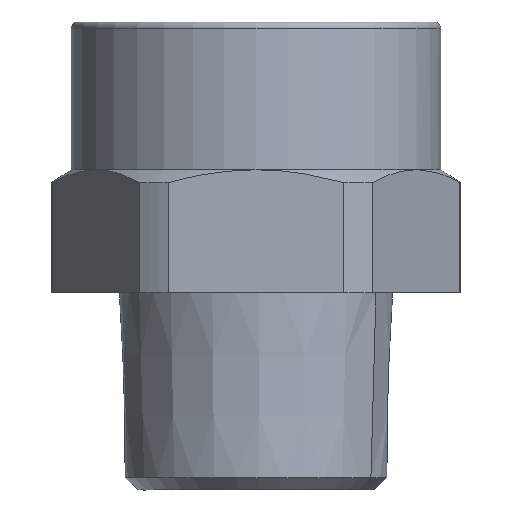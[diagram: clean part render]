
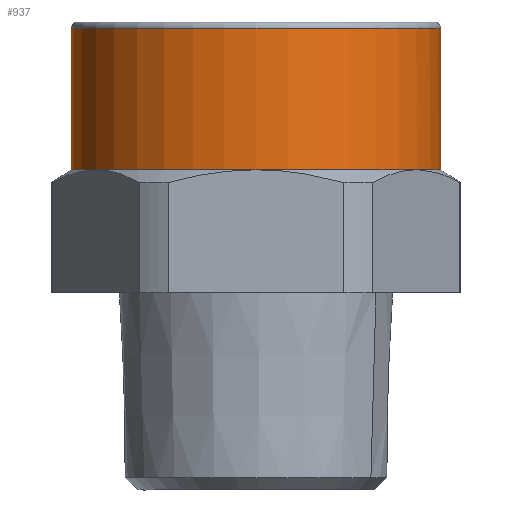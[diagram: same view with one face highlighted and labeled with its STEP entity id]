
A CAD part, left-side view. The second image highlights one B-rep face of the part: STEP entity #937.
In plain terms, the highlighted cylindrical face has radius 15 mm (diameter 30 mm), a partial arc.
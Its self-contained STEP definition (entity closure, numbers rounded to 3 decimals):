
#94=AXIS2_PLACEMENT_3D('Circle Axis2P3D',#92,#93,$) ;
#538=AXIS2_PLACEMENT_3D('Circle Axis2P3D',#536,#537,$) ;
#549=AXIS2_PLACEMENT_3D('Circle Axis2P3D',#547,#548,$) ;
#561=AXIS2_PLACEMENT_3D('Circle Axis2P3D',#559,#560,$) ;
#594=AXIS2_PLACEMENT_3D('Circle Axis2P3D',#592,#593,$) ;
#890=AXIS2_PLACEMENT_3D('Cylinder Axis2P3D',#887,#888,#889) ;
#924=AXIS2_PLACEMENT_3D('Circle Axis2P3D',#922,#923,$) ;
#89=CARTESIAN_POINT('Vertex',(7.5,29.59,26.)) ;
#92=CARTESIAN_POINT('Axis2P3D Location',(15.,16.6,26.)) ;
#96=CARTESIAN_POINT('Vertex',(15.,31.6,26.)) ;
#365=CARTESIAN_POINT('Vertex',(7.5,3.61,26.)) ;
#446=CARTESIAN_POINT('Vertex',(0.,16.6,26.)) ;
#533=CARTESIAN_POINT('Vertex',(7.809,3.436,26.)) ;
#536=CARTESIAN_POINT('Axis2P3D Location',(15.,16.6,26.)) ;
#547=CARTESIAN_POINT('Axis2P3D Location',(15.,16.6,26.)) ;
#559=CARTESIAN_POINT('Axis2P3D Location',(15.,16.6,26.)) ;
#589=CARTESIAN_POINT('Vertex',(15.,1.6,26.)) ;
#592=CARTESIAN_POINT('Axis2P3D Location',(15.,16.6,26.)) ;
#887=CARTESIAN_POINT('Axis2P3D Location',(15.,16.6,32.)) ;
#892=CARTESIAN_POINT('Line Origine',(15.,1.6,32.)) ;
#896=CARTESIAN_POINT('Vertex',(15.,1.6,37.5)) ;
#899=CARTESIAN_POINT('Line Origine',(15.,31.6,32.)) ;
#903=CARTESIAN_POINT('Vertex',(15.,31.6,37.5)) ;
#922=CARTESIAN_POINT('Axis2P3D Location',(15.,16.6,37.5)) ;
#93=DIRECTION('Axis2P3D Direction',(0.,0.,-1.)) ;
#537=DIRECTION('Axis2P3D Direction',(0.,0.,-1.)) ;
#548=DIRECTION('Axis2P3D Direction',(0.,0.,-1.)) ;
#560=DIRECTION('Axis2P3D Direction',(0.,0.,-1.)) ;
#593=DIRECTION('Axis2P3D Direction',(0.,0.,-1.)) ;
#888=DIRECTION('Axis2P3D Direction',(0.,0.,1.)) ;
#889=DIRECTION('Axis2P3D XDirection',(0.,-1.,0.)) ;
#893=DIRECTION('Vector Direction',(0.,0.,1.)) ;
#900=DIRECTION('Vector Direction',(0.,0.,1.)) ;
#923=DIRECTION('Axis2P3D Direction',(0.,0.,1.)) ;
#894=VECTOR('Line Direction',#893,1.) ;
#901=VECTOR('Line Direction',#900,1.) ;
#928=ORIENTED_EDGE('',*,*,#905,.T.) ;
#929=ORIENTED_EDGE('',*,*,#98,.T.) ;
#930=ORIENTED_EDGE('',*,*,#563,.T.) ;
#931=ORIENTED_EDGE('',*,*,#551,.T.) ;
#932=ORIENTED_EDGE('',*,*,#540,.T.) ;
#933=ORIENTED_EDGE('',*,*,#596,.T.) ;
#934=ORIENTED_EDGE('',*,*,#898,.F.) ;
#935=ORIENTED_EDGE('',*,*,#926,.F.) ;
#937=ADVANCED_FACE('PartBody',(#936),#891,.T.) ;
#95=CIRCLE('generated circle',#94,15.) ;
#539=CIRCLE('generated circle',#538,15.) ;
#550=CIRCLE('generated circle',#549,15.) ;
#562=CIRCLE('generated circle',#561,15.) ;
#595=CIRCLE('generated circle',#594,15.) ;
#925=CIRCLE('generated circle',#924,15.) ;
#891=CYLINDRICAL_SURFACE('generated cylinder',#890,15.) ;
#98=EDGE_CURVE('',#97,#90,#95,.F.) ;
#540=EDGE_CURVE('',#366,#534,#539,.F.) ;
#551=EDGE_CURVE('',#447,#366,#550,.F.) ;
#563=EDGE_CURVE('',#90,#447,#562,.F.) ;
#596=EDGE_CURVE('',#534,#590,#595,.F.) ;
#898=EDGE_CURVE('',#897,#590,#895,.F.) ;
#905=EDGE_CURVE('',#904,#97,#902,.F.) ;
#926=EDGE_CURVE('',#904,#897,#925,.T.) ;
#927=EDGE_LOOP('',(#928,#929,#930,#931,#932,#933,#934,#935)) ;
#936=FACE_OUTER_BOUND('',#927,.T.) ;
#895=LINE('Line',#892,#894) ;
#902=LINE('Line',#899,#901) ;
#90=VERTEX_POINT('',#89) ;
#97=VERTEX_POINT('',#96) ;
#366=VERTEX_POINT('',#365) ;
#447=VERTEX_POINT('',#446) ;
#534=VERTEX_POINT('',#533) ;
#590=VERTEX_POINT('',#589) ;
#897=VERTEX_POINT('',#896) ;
#904=VERTEX_POINT('',#903) ;
